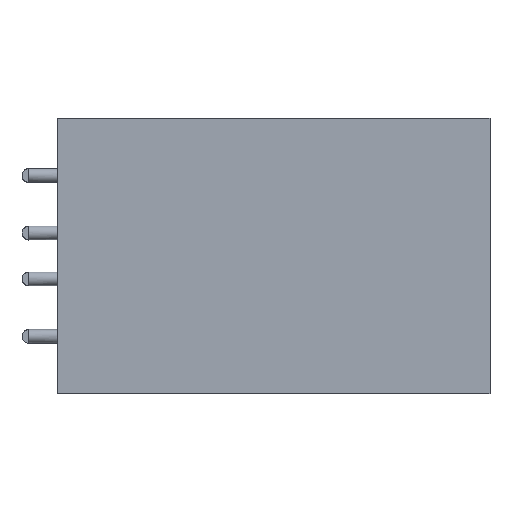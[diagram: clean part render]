
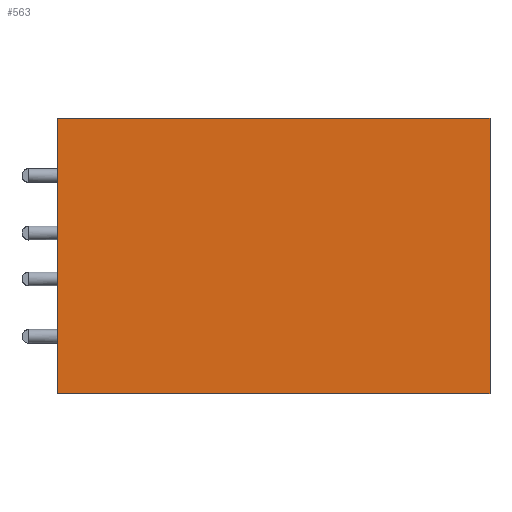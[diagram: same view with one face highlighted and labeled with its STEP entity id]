
A CAD part, top view. The second image highlights one B-rep face of the part: STEP entity #563.
In plain terms, the highlighted planar face has unit normal (0, 0, 1).
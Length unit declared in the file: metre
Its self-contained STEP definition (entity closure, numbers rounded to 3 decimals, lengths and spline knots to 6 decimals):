
#20=PLANE('',#625);
#59=LINE('',#887,#113);
#69=LINE('',#908,#123);
#76=LINE('',#921,#130);
#80=LINE('',#928,#134);
#113=VECTOR('',#716,1.);
#123=VECTOR('',#728,1.);
#130=VECTOR('',#737,1.);
#134=VECTOR('',#743,1.);
#213=ORIENTED_EDGE('',*,*,#337,.F.);
#214=ORIENTED_EDGE('',*,*,#344,.T.);
#215=ORIENTED_EDGE('',*,*,#327,.T.);
#216=ORIENTED_EDGE('',*,*,#348,.F.);
#327=EDGE_CURVE('',#398,#397,#59,.T.);
#337=EDGE_CURVE('',#407,#408,#69,.T.);
#344=EDGE_CURVE('',#407,#398,#76,.T.);
#348=EDGE_CURVE('',#408,#397,#80,.T.);
#397=VERTEX_POINT('',#886);
#398=VERTEX_POINT('',#888);
#407=VERTEX_POINT('',#907);
#408=VERTEX_POINT('',#909);
#464=EDGE_LOOP('',(#213,#214,#215,#216));
#514=FACE_BOUND('',#464,.T.);
#563=ADVANCED_FACE('',(#514),#20,.T.);
#625=AXIS2_PLACEMENT_3D('',#929,#744,#745);
#716=DIRECTION('',(0.,1.,0.));
#728=DIRECTION('',(0.,1.,0.));
#737=DIRECTION('',(1.,0.,0.));
#743=DIRECTION('',(1.,0.,0.));
#744=DIRECTION('',(0.,0.,1.));
#745=DIRECTION('',(1.,0.,0.));
#886=CARTESIAN_POINT('',(0.01885,0.012,0.0045));
#887=CARTESIAN_POINT('',(0.01885,0.006,0.0045));
#888=CARTESIAN_POINT('',(0.01885,0.,0.0045));
#907=CARTESIAN_POINT('',(0.,0.,0.0045));
#908=CARTESIAN_POINT('',(0.,0.006,0.0045));
#909=CARTESIAN_POINT('',(0.,0.012,0.0045));
#921=CARTESIAN_POINT('',(0.009425,0.,0.0045));
#928=CARTESIAN_POINT('',(0.009425,0.012,0.0045));
#929=CARTESIAN_POINT('',(0.009425,0.006,0.0045));
